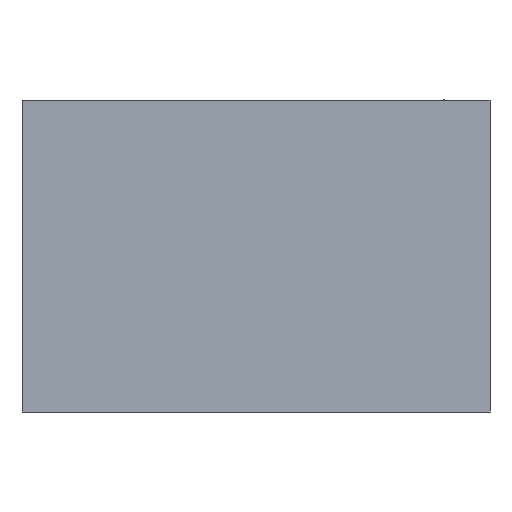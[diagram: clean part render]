
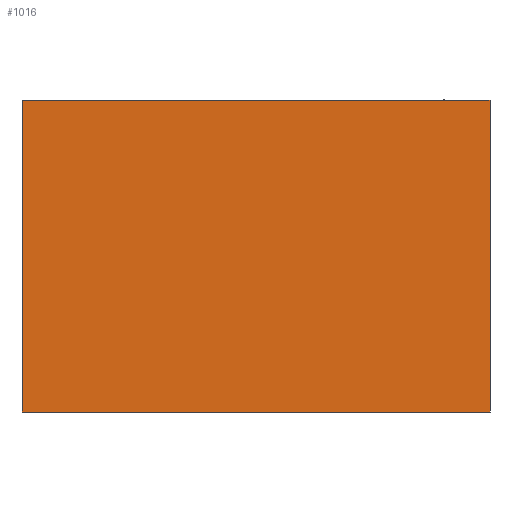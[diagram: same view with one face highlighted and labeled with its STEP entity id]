
A CAD part, front view. The second image highlights one B-rep face of the part: STEP entity #1016.
In plain terms, the highlighted planar face has unit normal (0, -1, 0).
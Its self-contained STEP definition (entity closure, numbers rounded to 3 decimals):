
#634 = CARTESIAN_POINT ( 'NONE',  ( -30., -25.6, 20. ) ) ;
#818 = CARTESIAN_POINT ( 'NONE',  ( -30., -25.6, -20. ) ) ;
#878 = FACE_OUTER_BOUND ( 'NONE', #3608, .T. ) ;
#957 = ORIENTED_EDGE ( 'NONE', *, *, #12319, .F. ) ;
#1016 = ADVANCED_FACE ( 'NONE', ( #878 ), #13167, .F. ) ;
#1653 = VERTEX_POINT ( 'NONE', #2177 ) ;
#2143 = VERTEX_POINT ( 'NONE', #818 ) ;
#2177 = CARTESIAN_POINT ( 'NONE',  ( 30., -25.6, -20. ) ) ;
#3292 = DIRECTION ( 'NONE',  ( 0., 0., -1. ) ) ;
#3405 = CARTESIAN_POINT ( 'NONE',  ( 30., -25.6, 20. ) ) ;
#3608 = EDGE_LOOP ( 'NONE', ( #12969, #957, #9849, #12630 ) ) ;
#3830 = LINE ( 'NONE', #13076, #12187 ) ;
#5031 = EDGE_CURVE ( 'NONE', #13287, #2143, #6161, .T. ) ;
#5353 = CARTESIAN_POINT ( 'NONE',  ( -30., -25.6, 20. ) ) ;
#6161 = LINE ( 'NONE', #11887, #14119 ) ;
#7131 = VECTOR ( 'NONE', #7791, 1000. ) ;
#7764 = DIRECTION ( 'NONE',  ( 0., 0., 1. ) ) ;
#7791 = DIRECTION ( 'NONE',  ( 1., 0., 0. ) ) ;
#8887 = LINE ( 'NONE', #11563, #11740 ) ;
#9304 = AXIS2_PLACEMENT_3D ( 'NONE', #5353, #14071, #7764 ) ;
#9773 = EDGE_CURVE ( 'NONE', #13287, #13778, #8887, .T. ) ;
#9849 = ORIENTED_EDGE ( 'NONE', *, *, #9773, .F. ) ;
#10387 = DIRECTION ( 'NONE',  ( 1., 0., 0. ) ) ;
#10778 = EDGE_CURVE ( 'NONE', #2143, #1653, #12913, .T. ) ;
#11563 = CARTESIAN_POINT ( 'NONE',  ( -30., -25.6, 20. ) ) ;
#11740 = VECTOR ( 'NONE', #10387, 1000. ) ;
#11887 = CARTESIAN_POINT ( 'NONE',  ( -30., -25.6, 20. ) ) ;
#12085 = CARTESIAN_POINT ( 'NONE',  ( -30., -25.6, -20. ) ) ;
#12187 = VECTOR ( 'NONE', #3292, 1000. ) ;
#12319 = EDGE_CURVE ( 'NONE', #13778, #1653, #3830, .T. ) ;
#12630 = ORIENTED_EDGE ( 'NONE', *, *, #5031, .T. ) ;
#12913 = LINE ( 'NONE', #12085, #7131 ) ;
#12969 = ORIENTED_EDGE ( 'NONE', *, *, #10778, .T. ) ;
#12997 = DIRECTION ( 'NONE',  ( 0., 0., -1. ) ) ;
#13076 = CARTESIAN_POINT ( 'NONE',  ( 30., -25.6, 20. ) ) ;
#13167 = PLANE ( 'NONE',  #9304 ) ;
#13287 = VERTEX_POINT ( 'NONE', #634 ) ;
#13778 = VERTEX_POINT ( 'NONE', #3405 ) ;
#14071 = DIRECTION ( 'NONE',  ( 0., 1., 0. ) ) ;
#14119 = VECTOR ( 'NONE', #12997, 1000. ) ;
